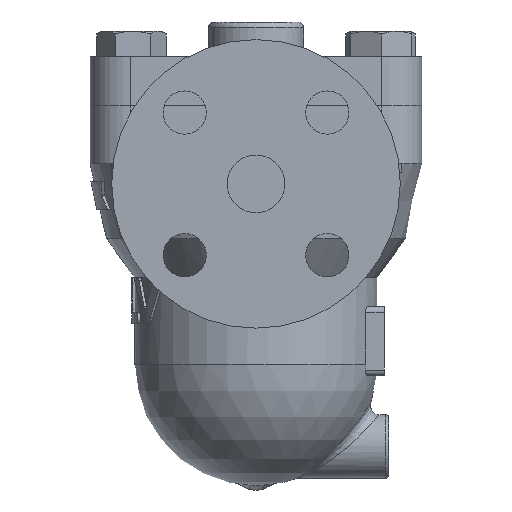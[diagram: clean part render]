
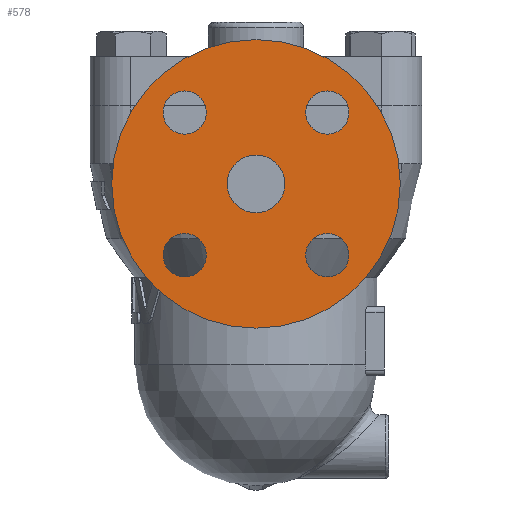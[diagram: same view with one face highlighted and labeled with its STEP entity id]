
A CAD part, left-side view. The second image highlights one B-rep face of the part: STEP entity #578.
In plain terms, the highlighted free-form (B-spline) face has degree [1, 1] with [2, 2] control points.
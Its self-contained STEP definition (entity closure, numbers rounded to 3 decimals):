
#105=CARTESIAN_POINT('',(-122.0,0.,-37.));
#106=VERTEX_POINT('',#105);
#107=CARTESIAN_POINT('',(-122.,0.0,-27.));
#108=DIRECTION('',(1.0,0.0,0.0));
#109=DIRECTION('',(0.0,0.0,1.0));
#110=AXIS2_PLACEMENT_3D('',#107,#108,#109);
#111=CIRCLE('',#110,10.0);
#112=EDGE_CURVE('',#106,#106,#111,.T.);
#142=CARTESIAN_POINT('',(-122.,-17.213,-2.287));
#143=VERTEX_POINT('',#142);
#144=CARTESIAN_POINT('',(-122.,-24.713,-2.287));
#145=DIRECTION('',(1.0,0.0,0.0));
#146=DIRECTION('',(0.0,1.0,0.0));
#147=AXIS2_PLACEMENT_3D('',#144,#145,#146);
#148=CIRCLE('',#147,7.5);
#149=EDGE_CURVE('',#143,#143,#148,.T.);
#170=CARTESIAN_POINT('',(-122.0,-24.713,-44.213));
#171=VERTEX_POINT('',#170);
#172=CARTESIAN_POINT('',(-122.0,-24.713,-51.713));
#173=DIRECTION('',(1.0,0.0,0.0));
#174=DIRECTION('',(0.0,0.0,1.0));
#175=AXIS2_PLACEMENT_3D('',#172,#173,#174);
#176=CIRCLE('',#175,7.5);
#177=EDGE_CURVE('',#171,#171,#176,.T.);
#198=CARTESIAN_POINT('',(-122.,17.213,-51.713));
#199=VERTEX_POINT('',#198);
#200=CARTESIAN_POINT('',(-122.0,24.713,-51.713));
#201=DIRECTION('',(1.0,0.0,0.0));
#202=DIRECTION('',(0.0,-1.0,0.0));
#203=AXIS2_PLACEMENT_3D('',#200,#201,#202);
#204=CIRCLE('',#203,7.5);
#205=EDGE_CURVE('',#199,#199,#204,.T.);
#226=CARTESIAN_POINT('',(-122.,24.713,-9.787));
#227=VERTEX_POINT('',#226);
#228=CARTESIAN_POINT('',(-122.,24.713,-2.287));
#229=DIRECTION('',(1.0,0.0,0.0));
#230=DIRECTION('',(0.0,0.0,-1.0));
#231=AXIS2_PLACEMENT_3D('',#228,#229,#230);
#232=CIRCLE('',#231,7.5);
#233=EDGE_CURVE('',#227,#227,#232,.T.);
#345=CARTESIAN_POINT('',(-122.,0.0,23.));
#346=VERTEX_POINT('',#345);
#347=CARTESIAN_POINT('',(-122.0,0.0,-27.));
#348=DIRECTION('',(-1.0,0.0,0.0));
#349=DIRECTION('',(0.0,0.0,1.0));
#350=AXIS2_PLACEMENT_3D('',#347,#348,#349);
#351=CIRCLE('',#350,50.0);
#352=EDGE_CURVE('',#346,#346,#351,.T.);
#555=CARTESIAN_POINT('',(-122.,50.0,23.));
#556=CARTESIAN_POINT('',(-122.,50.0,-77.));
#557=CARTESIAN_POINT('',(-122.,-50.0,23.));
#558=CARTESIAN_POINT('',(-122.,-50.0,-77.));
#559=B_SPLINE_SURFACE_WITH_KNOTS('',1,1,((#555,#557),(#556,#558)),.UNSPECIFIED.,.F.,.F.,.U.,(2,2),(2,2),(0.0,100.),(0.0,100.0),.UNSPECIFIED.);
#560=ORIENTED_EDGE('',*,*,#352,.T.);
#561=EDGE_LOOP('',(#560));
#562=FACE_OUTER_BOUND('',#561,.T.);
#563=ORIENTED_EDGE('',*,*,#112,.T.);
#564=EDGE_LOOP('',(#563));
#565=FACE_BOUND('',#564,.T.);
#566=ORIENTED_EDGE('',*,*,#149,.T.);
#567=EDGE_LOOP('',(#566));
#568=FACE_BOUND('',#567,.T.);
#569=ORIENTED_EDGE('',*,*,#177,.T.);
#570=EDGE_LOOP('',(#569));
#571=FACE_BOUND('',#570,.T.);
#572=ORIENTED_EDGE('',*,*,#205,.T.);
#573=EDGE_LOOP('',(#572));
#574=FACE_BOUND('',#573,.T.);
#575=ORIENTED_EDGE('',*,*,#233,.T.);
#576=EDGE_LOOP('',(#575));
#577=FACE_BOUND('',#576,.T.);
#578=ADVANCED_FACE('',(#562,#565,#568,#571,#574,#577),#559,.T.);
